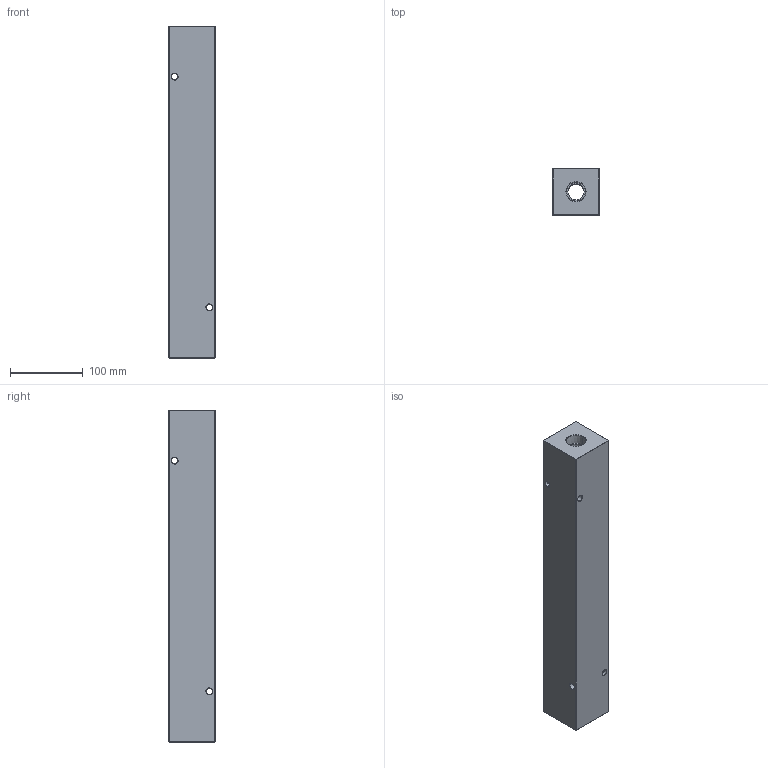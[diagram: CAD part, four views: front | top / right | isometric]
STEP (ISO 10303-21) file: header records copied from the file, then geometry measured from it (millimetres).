
FILE_DESCRIPTION (( 'STEP AP203' ), '1' );
FILE_NAME ('HM-7-90-P-12-8.STEP', '2020-10-30T14:07:10', ( '' ), ( '' ), 'SwSTEP 2.0', 'SolidWorks 2019', '' );
FILE_SCHEMA (( 'CONFIG_CONTROL_DESIGN' ));
Length unit declared in the file: inch
Products named in the file (1): HM-7-90-P-12-8
Bounding box: 63.5 x 63.5 x 457.2 mm (x, y, z)
Volume: 1553978.3 mm3; surface area: 173014.8 mm2
Topology: 1 solids, 1 shells, 546 faces, 1435 edges, 936 vertices
Faces by surface type: plane 257, bspline 191, cone 52, cylinder 46
Entity records: 27166 total; most frequent: CARTESIAN_POINT 14888, ORIENTED_EDGE 2870, DIRECTION 1840, EDGE_CURVE 1435, VERTEX_POINT 936, VECTOR 848, LINE 848, EDGE_LOOP 633
